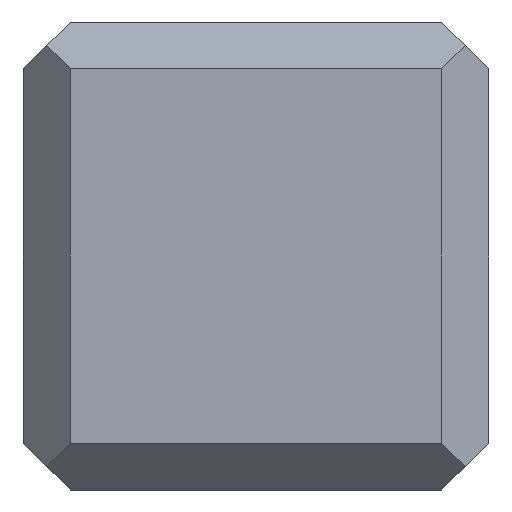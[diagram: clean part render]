
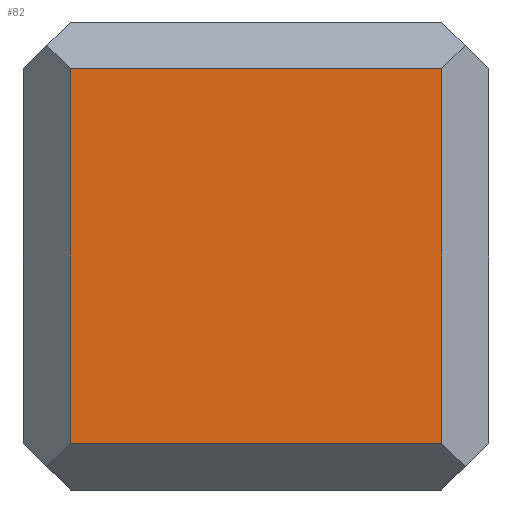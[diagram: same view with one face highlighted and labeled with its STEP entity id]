
A CAD part, left-side view. The second image highlights one B-rep face of the part: STEP entity #82.
In plain terms, the highlighted planar face has unit normal (-1, 0, 0).
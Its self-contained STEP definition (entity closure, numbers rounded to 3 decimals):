
#82=ADVANCED_FACE('',(#163),#164,.T.);
#163=FACE_OUTER_BOUND('',#242,.T.);
#164=PLANE('',#243);
#242=EDGE_LOOP('',(#417,#418,#419,#420));
#243=AXIS2_PLACEMENT_3D('',#421,#422,#423);
#417=ORIENTED_EDGE('',*,*,#542,.T.);
#418=ORIENTED_EDGE('',*,*,#539,.F.);
#419=ORIENTED_EDGE('',*,*,#547,.T.);
#420=ORIENTED_EDGE('',*,*,#551,.T.);
#421=CARTESIAN_POINT('',(-9.75,6.35,16.0));
#422=DIRECTION('',(-1.0,0.0,0.0));
#423=DIRECTION('',(0.0,0.0,1.0));
#539=EDGE_CURVE('',#657,#659,#660,.T.);
#542=EDGE_CURVE('',#663,#659,#664,.T.);
#547=EDGE_CURVE('',#657,#669,#671,.T.);
#551=EDGE_CURVE('',#669,#663,#675,.T.);
#657=VERTEX_POINT('',#821);
#659=VERTEX_POINT('',#824);
#660=LINE('',#825,#826);
#663=VERTEX_POINT('',#830);
#664=LINE('',#831,#832);
#669=VERTEX_POINT('',#839);
#671=LINE('',#842,#843);
#675=LINE('',#849,#850);
#821=CARTESIAN_POINT('',(-9.75,-6.35,14.4));
#824=CARTESIAN_POINT('',(-9.75,-6.35,1.6));
#825=CARTESIAN_POINT('',(-9.75,-6.35,16.0));
#826=VECTOR('',#921,1.0);
#830=CARTESIAN_POINT('',(-9.75,6.35,1.6));
#831=CARTESIAN_POINT('',(-9.75,-0.8,1.6));
#832=VECTOR('',#923,1.0);
#839=CARTESIAN_POINT('',(-9.75,6.35,14.4));
#842=CARTESIAN_POINT('',(-9.75,-0.8,14.4));
#843=VECTOR('',#927,1.0);
#849=CARTESIAN_POINT('',(-9.75,6.35,16.0));
#850=VECTOR('',#930,1.0);
#921=DIRECTION('',(0.0,0.0,-1.0));
#923=DIRECTION('',(0.0,-1.0,0.0));
#927=DIRECTION('',(0.0,1.0,0.0));
#930=DIRECTION('',(0.0,0.0,-1.0));
